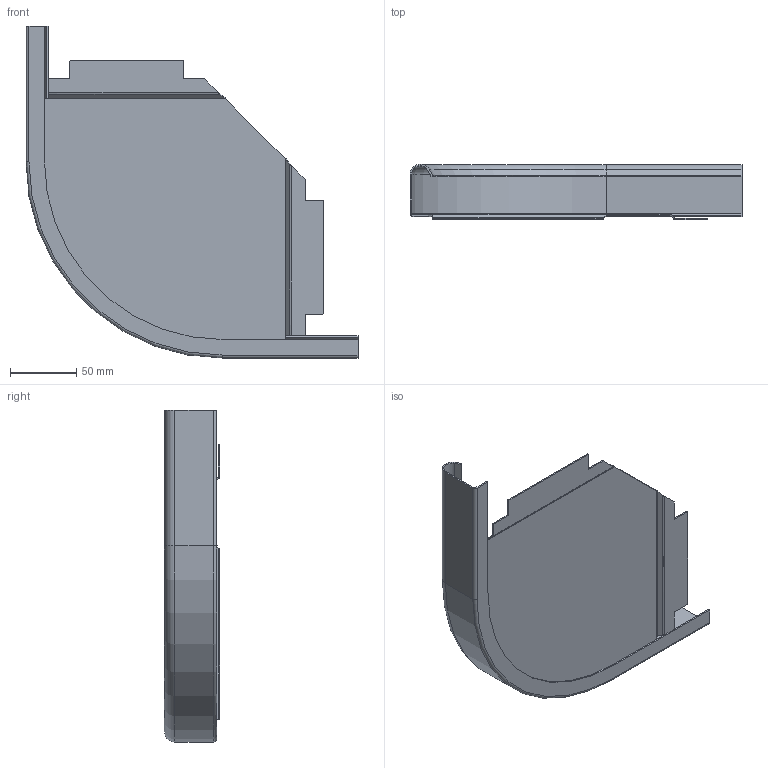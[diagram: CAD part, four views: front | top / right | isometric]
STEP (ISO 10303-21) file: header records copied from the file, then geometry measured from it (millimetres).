
FILE_DESCRIPTION (( 'STEP AP214' ), '1' );
FILE_NAME ('6043123_KSTP1.stp', '2018-08-14T05:29:50', ( '' ), ( '' ), 'SwSTEP 2.0', 'SolidWorks 2016', '' );
FILE_SCHEMA (( 'AUTOMOTIVE_DESIGN' ));
Length unit declared in the file: millimetre
Products named in the file (3): KTS 06.154-010_Aussenholm 35 150; KTS 06.121-016_Standard; 6043123_KSTP1
Assembly tree (2 placements, depth 2):
  6043123_KSTP1
    KTS 06.121-016_Standard
    KTS 06.154-010_Aussenholm 35 150
Bounding box: 251.5 x 41.75 x 251.5 mm (x, y, z)
Volume: 75077 mm3; surface area: 137580.7 mm2
Topology: 2 solids, 2 shells, 90 faces, 210 edges, 124 vertices
Faces by surface type: plane 51, cylinder 26, bspline 6, torus 4, cone 3
Entity records: 2718 total; most frequent: CARTESIAN_POINT 607, ORIENTED_EDGE 420, DIRECTION 410, EDGE_CURVE 210, LINE 140, VECTOR 140, AXIS2_PLACEMENT_3D 135, VERTEX_POINT 124
